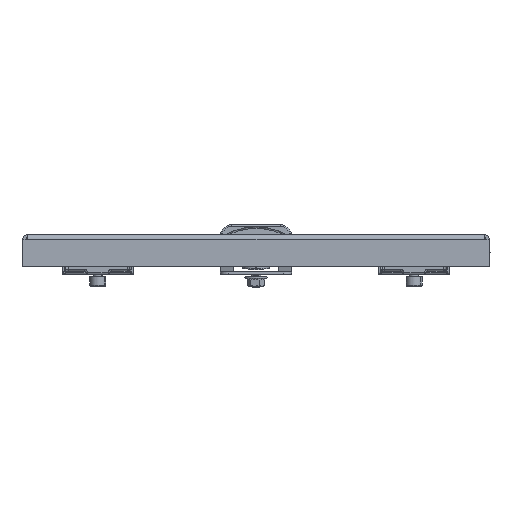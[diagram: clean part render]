
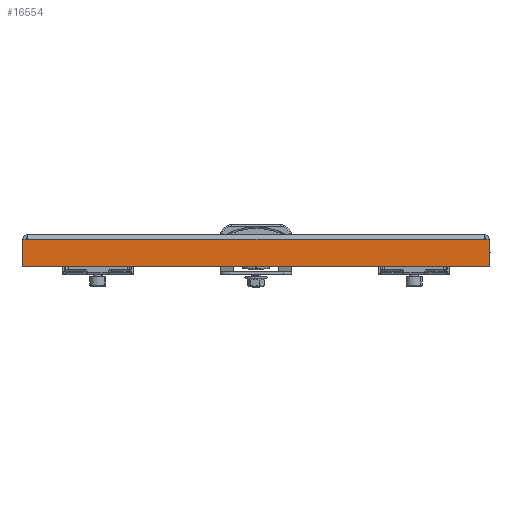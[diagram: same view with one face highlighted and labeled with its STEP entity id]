
A CAD part, left-side view. The second image highlights one B-rep face of the part: STEP entity #16554.
In plain terms, the highlighted planar face has unit normal (-1, 0, 0).
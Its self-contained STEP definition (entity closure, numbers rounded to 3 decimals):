
#16554 = ADVANCED_FACE ( 'NONE', ( #30735 ), #29646, .F. ) ;
#17178 = CARTESIAN_POINT ( 'NONE',  ( -197., -147.5, -3. ) ) ;
#17179 = CARTESIAN_POINT ( 'NONE',  ( -197., 0., -20. ) ) ;
#17180 = DIRECTION ( 'NONE',  ( 0., -1., 0. ) ) ;
#17185 = DIRECTION ( 'NONE',  ( 0., -1., 0. ) ) ;
#17186 = CARTESIAN_POINT ( 'NONE',  ( -197., 147.5, 0. ) ) ;
#17190 = CARTESIAN_POINT ( 'NONE',  ( -197., -147.5, 0. ) ) ;
#17191 = DIRECTION ( 'NONE',  ( 0., 0., 1. ) ) ;
#17195 = CARTESIAN_POINT ( 'NONE',  ( -197., -147.5, -3. ) ) ;
#17198 = DIRECTION ( 'NONE',  ( 0., 0., -1. ) ) ;
#17203 = DIRECTION ( 'NONE',  ( 0., -1., 0. ) ) ;
#17204 = CARTESIAN_POINT ( 'NONE',  ( -197., -147.5, -3. ) ) ;
#17205 = DIRECTION ( 'NONE',  ( 0., -1., 0. ) ) ;
#17506 = EDGE_LOOP ( 'NONE', ( #17773, #17960, #17884, #17859, #17834, #17888 ) ) ;
#17773 = ORIENTED_EDGE ( 'NONE', *, *, #24915, .F. ) ;
#17834 = ORIENTED_EDGE ( 'NONE', *, *, #24914, .F. ) ;
#17859 = ORIENTED_EDGE ( 'NONE', *, *, #24907, .T. ) ;
#17884 = ORIENTED_EDGE ( 'NONE', *, *, #24904, .T. ) ;
#17888 = ORIENTED_EDGE ( 'NONE', *, *, #24901, .F. ) ;
#17960 = ORIENTED_EDGE ( 'NONE', *, *, #24911, .T. ) ;
#18966 = LINE ( 'NONE', #17178, #18969 ) ;
#18969 = VECTOR ( 'NONE', #17180, 1000. ) ;
#18970 = LINE ( 'NONE', #17179, #18975 ) ;
#18975 = VECTOR ( 'NONE', #17185, 1000. ) ;
#18978 = LINE ( 'NONE', #17190, #18981 ) ;
#18981 = VECTOR ( 'NONE', #17191, 1000. ) ;
#18984 = LINE ( 'NONE', #17186, #18989 ) ;
#18986 = LINE ( 'NONE', #17195, #18995 ) ;
#18989 = VECTOR ( 'NONE', #17198, 1000. ) ;
#18994 = LINE ( 'NONE', #17204, #18997 ) ;
#18995 = VECTOR ( 'NONE', #17203, 1000. ) ;
#18997 = VECTOR ( 'NONE', #17205, 1000. ) ;
#19629 = CARTESIAN_POINT ( 'NONE',  ( -197., -144.5, -3. ) ) ;
#19635 = CARTESIAN_POINT ( 'NONE',  ( -197., -147.5, -3. ) ) ;
#21169 = CARTESIAN_POINT ( 'NONE',  ( -197., -147.5, -20. ) ) ;
#21188 = CARTESIAN_POINT ( 'NONE',  ( -197., 147.5, -20. ) ) ;
#21211 = CARTESIAN_POINT ( 'NONE',  ( -197., 147.5, -3. ) ) ;
#21341 = CARTESIAN_POINT ( 'NONE',  ( -197., 144.5, -3. ) ) ;
#23163 = VERTEX_POINT ( 'NONE', #21169 ) ;
#23182 = VERTEX_POINT ( 'NONE', #21188 ) ;
#23207 = VERTEX_POINT ( 'NONE', #21211 ) ;
#23798 = VERTEX_POINT ( 'NONE', #21341 ) ;
#23854 = VERTEX_POINT ( 'NONE', #19629 ) ;
#23860 = VERTEX_POINT ( 'NONE', #19635 ) ;
#24901 = EDGE_CURVE ( 'NONE', #23798, #23854, #18966, .T. ) ;
#24904 = EDGE_CURVE ( 'NONE', #23182, #23163, #18970, .T. ) ;
#24907 = EDGE_CURVE ( 'NONE', #23163, #23860, #18978, .T. ) ;
#24911 = EDGE_CURVE ( 'NONE', #23207, #23182, #18984, .T. ) ;
#24914 = EDGE_CURVE ( 'NONE', #23854, #23860, #18986, .T. ) ;
#24915 = EDGE_CURVE ( 'NONE', #23207, #23798, #18994, .T. ) ;
#29267 = AXIS2_PLACEMENT_3D ( 'NONE', #29642, #29655, #29656 ) ;
#29642 = CARTESIAN_POINT ( 'NONE',  ( -197., 0., 0. ) ) ;
#29646 = PLANE ( 'NONE',  #29267 ) ;
#29655 = DIRECTION ( 'NONE',  ( 1., 0., 0. ) ) ;
#29656 = DIRECTION ( 'NONE',  ( 0., 0., -1. ) ) ;
#30735 = FACE_OUTER_BOUND ( 'NONE', #17506, .T. ) ;
